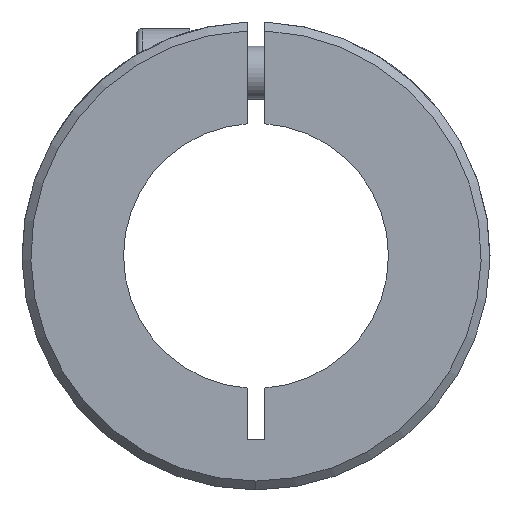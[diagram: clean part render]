
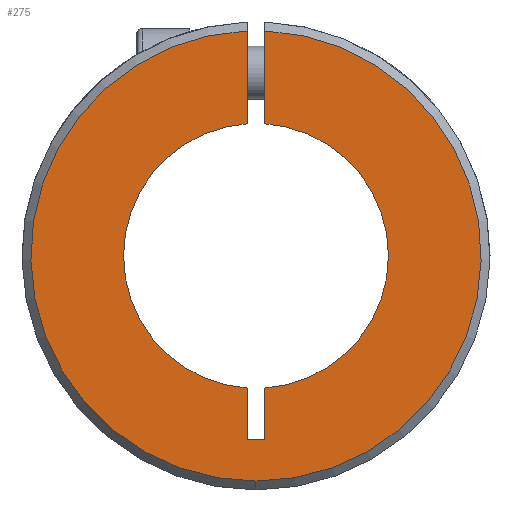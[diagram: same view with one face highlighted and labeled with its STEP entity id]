
A CAD part, left-side view. The second image highlights one B-rep face of the part: STEP entity #275.
In plain terms, the highlighted planar face has unit normal (-1, 0, 0).
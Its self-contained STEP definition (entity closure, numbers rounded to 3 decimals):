
#275 = ADVANCED_FACE ( 'NONE', ( #6069 ), #3070, .F. ) ;
#306 = DIRECTION ( 'NONE',  ( 0., 0., 1. ) ) ;
#417 = CARTESIAN_POINT ( 'NONE',  ( -41.5, 1., -20.75 ) ) ;
#437 = VECTOR ( 'NONE', #3769, 1000. ) ;
#802 = DIRECTION ( 'NONE',  ( 1., 0., 0. ) ) ;
#831 = DIRECTION ( 'NONE',  ( -1., 0., 0. ) ) ;
#869 = CARTESIAN_POINT ( 'NONE',  ( -41.5, 0., 0. ) ) ;
#930 = AXIS2_PLACEMENT_3D ( 'NONE', #869, #831, #6437 ) ;
#947 = CARTESIAN_POINT ( 'NONE',  ( -41.5, 1., -20.75 ) ) ;
#1078 = VERTEX_POINT ( 'NONE', #4794 ) ;
#1100 = VECTOR ( 'NONE', #5485, 1000. ) ;
#1221 = EDGE_CURVE ( 'NONE', #5921, #1078, #5762, .T. ) ;
#1401 = CARTESIAN_POINT ( 'NONE',  ( -41.5, 15., 0. ) ) ;
#1651 = ORIENTED_EDGE ( 'NONE', *, *, #1221, .F. ) ;
#1962 = EDGE_CURVE ( 'NONE', #4025, #6764, #2563, .T. ) ;
#2004 = ORIENTED_EDGE ( 'NONE', *, *, #4253, .F. ) ;
#2198 = DIRECTION ( 'NONE',  ( 0., 1., 0. ) ) ;
#2222 = ORIENTED_EDGE ( 'NONE', *, *, #2247, .T. ) ;
#2247 = EDGE_CURVE ( 'NONE', #5638, #3036, #7277, .T. ) ;
#2428 = AXIS2_PLACEMENT_3D ( 'NONE', #1401, #802, #3234 ) ;
#2471 = CIRCLE ( 'NONE', #4157, 15. ) ;
#2563 = CIRCLE ( 'NONE', #5901, 25.5 ) ;
#2599 = ORIENTED_EDGE ( 'NONE', *, *, #5205, .F. ) ;
#2761 = DIRECTION ( 'NONE',  ( 0., 0., 1. ) ) ;
#2787 = AXIS2_PLACEMENT_3D ( 'NONE', #2802, #3317, #2761 ) ;
#2792 = CARTESIAN_POINT ( 'NONE',  ( -41.5, -1., 14.967 ) ) ;
#2802 = CARTESIAN_POINT ( 'NONE',  ( -41.5, 0., 0. ) ) ;
#2804 = VERTEX_POINT ( 'NONE', #4631 ) ;
#3036 = VERTEX_POINT ( 'NONE', #417 ) ;
#3070 = PLANE ( 'NONE',  #2428 ) ;
#3101 = LINE ( 'NONE', #3735, #3840 ) ;
#3115 = DIRECTION ( 'NONE',  ( 0., 0., 1. ) ) ;
#3234 = DIRECTION ( 'NONE',  ( 0., 0., -1. ) ) ;
#3317 = DIRECTION ( 'NONE',  ( -1., 0., 0. ) ) ;
#3345 = CARTESIAN_POINT ( 'NONE',  ( -41.5, 0., 0. ) ) ;
#3487 = EDGE_CURVE ( 'NONE', #6764, #2804, #6642, .T. ) ;
#3579 = DIRECTION ( 'NONE',  ( -1., 0., 0. ) ) ;
#3584 = VERTEX_POINT ( 'NONE', #6173 ) ;
#3707 = EDGE_CURVE ( 'NONE', #3584, #6473, #2471, .T. ) ;
#3735 = CARTESIAN_POINT ( 'NONE',  ( -41.5, -1., -20.75 ) ) ;
#3749 = DIRECTION ( 'NONE',  ( 0., 0., -1. ) ) ;
#3769 = DIRECTION ( 'NONE',  ( 0., 0., 1. ) ) ;
#3795 = EDGE_CURVE ( 'NONE', #3036, #1078, #4196, .T. ) ;
#3840 = VECTOR ( 'NONE', #306, 1000. ) ;
#3943 = ORIENTED_EDGE ( 'NONE', *, *, #1962, .T. ) ;
#4025 = VERTEX_POINT ( 'NONE', #5978 ) ;
#4039 = VECTOR ( 'NONE', #3115, 1000. ) ;
#4157 = AXIS2_PLACEMENT_3D ( 'NONE', #3345, #3579, #5244 ) ;
#4196 = LINE ( 'NONE', #6508, #4039 ) ;
#4231 = CARTESIAN_POINT ( 'NONE',  ( -41.5, 0., -25.5 ) ) ;
#4253 = EDGE_CURVE ( 'NONE', #6473, #2804, #3101, .T. ) ;
#4314 = EDGE_LOOP ( 'NONE', ( #5606, #3943, #5270, #2004, #7237, #2599, #2222, #5996, #1651 ) ) ;
#4371 = CARTESIAN_POINT ( 'NONE',  ( -41.5, 0., 0. ) ) ;
#4386 = EDGE_CURVE ( 'NONE', #5921, #4025, #6049, .T. ) ;
#4569 = CARTESIAN_POINT ( 'NONE',  ( -41.5, -1., -20.75 ) ) ;
#4631 = CARTESIAN_POINT ( 'NONE',  ( -41.5, -1., 25.48 ) ) ;
#4794 = CARTESIAN_POINT ( 'NONE',  ( -41.5, 1., -14.967 ) ) ;
#4902 = DIRECTION ( 'NONE',  ( -1., 0., 0. ) ) ;
#5091 = CARTESIAN_POINT ( 'NONE',  ( -41.5, 1., 14.967 ) ) ;
#5205 = EDGE_CURVE ( 'NONE', #5638, #3584, #5548, .T. ) ;
#5244 = DIRECTION ( 'NONE',  ( 0., 0., 1. ) ) ;
#5270 = ORIENTED_EDGE ( 'NONE', *, *, #3487, .T. ) ;
#5485 = DIRECTION ( 'NONE',  ( 0., 0., 1. ) ) ;
#5548 = LINE ( 'NONE', #6620, #437 ) ;
#5606 = ORIENTED_EDGE ( 'NONE', *, *, #4386, .T. ) ;
#5638 = VERTEX_POINT ( 'NONE', #4569 ) ;
#5762 = CIRCLE ( 'NONE', #2787, 15. ) ;
#5901 = AXIS2_PLACEMENT_3D ( 'NONE', #4371, #4902, #3749 ) ;
#5921 = VERTEX_POINT ( 'NONE', #5091 ) ;
#5978 = CARTESIAN_POINT ( 'NONE',  ( -41.5, 1., 25.48 ) ) ;
#5996 = ORIENTED_EDGE ( 'NONE', *, *, #3795, .T. ) ;
#6049 = LINE ( 'NONE', #947, #1100 ) ;
#6069 = FACE_OUTER_BOUND ( 'NONE', #4314, .T. ) ;
#6110 = CARTESIAN_POINT ( 'NONE',  ( -41.5, -1., -20.75 ) ) ;
#6173 = CARTESIAN_POINT ( 'NONE',  ( -41.5, -1., -14.967 ) ) ;
#6437 = DIRECTION ( 'NONE',  ( 0., 0., -1. ) ) ;
#6473 = VERTEX_POINT ( 'NONE', #2792 ) ;
#6508 = CARTESIAN_POINT ( 'NONE',  ( -41.5, 1., -20.75 ) ) ;
#6620 = CARTESIAN_POINT ( 'NONE',  ( -41.5, -1., -20.75 ) ) ;
#6642 = CIRCLE ( 'NONE', #930, 25.5 ) ;
#6715 = VECTOR ( 'NONE', #2198, 1000. ) ;
#6764 = VERTEX_POINT ( 'NONE', #4231 ) ;
#7237 = ORIENTED_EDGE ( 'NONE', *, *, #3707, .F. ) ;
#7277 = LINE ( 'NONE', #6110, #6715 ) ;
